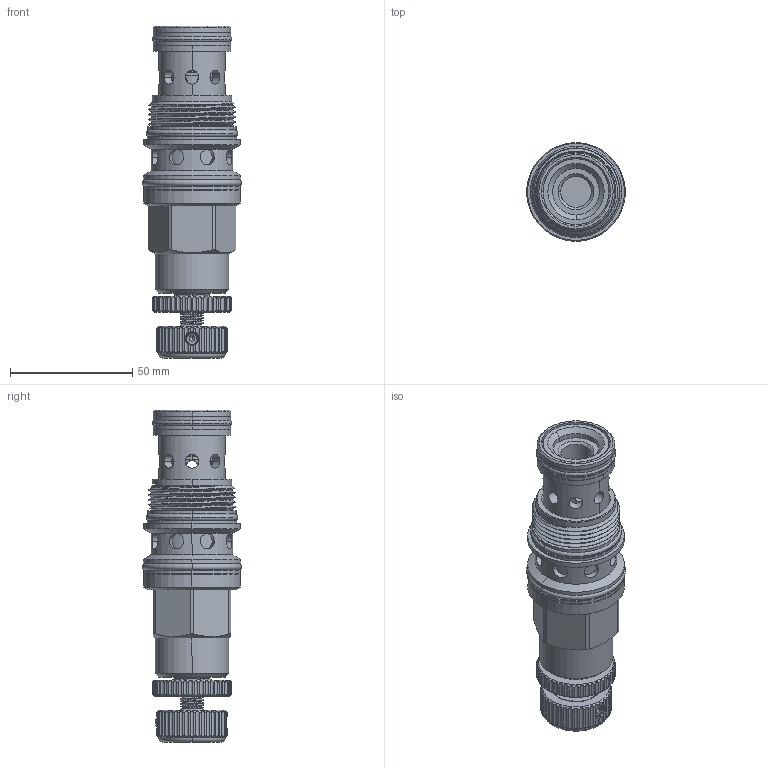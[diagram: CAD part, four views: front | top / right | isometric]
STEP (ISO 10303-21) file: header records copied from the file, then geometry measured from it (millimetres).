
FILE_DESCRIPTION (( 'STEP AP203' ), '1' );
FILE_NAME ('PP17A30(33)(35)-K.STEP', '2020-03-23T03:45:04', ( '' ), ( '' ), 'SwSTEP 2.0', 'SolidWorks 2018', '' );
FILE_SCHEMA (( 'CONFIG_CONTROL_DESIGN' ));
Products named in the file (1): PP17A30(33)(35)-K
Bounding box: 40.39 x 40.39 x 135.78 mm (x, y, z)
Volume: 98274.9 mm3; surface area: 33607.7 mm2
Topology: 12 solids, 20 shells, 1023 faces, 2809 edges, 1789 vertices
Faces by surface type: cylinder 541, plane 252, cone 90, torus 74, bspline 64, sphere 2
Entity records: 65107 total; most frequent: CARTESIAN_POINT 40759, ORIENTED_EDGE 5564, DIRECTION 4514, EDGE_CURVE 2782, VERTEX_POINT 1786, AXIS2_PLACEMENT_3D 1764, EDGE_LOOP 1114, ADVANCED_FACE 1023
